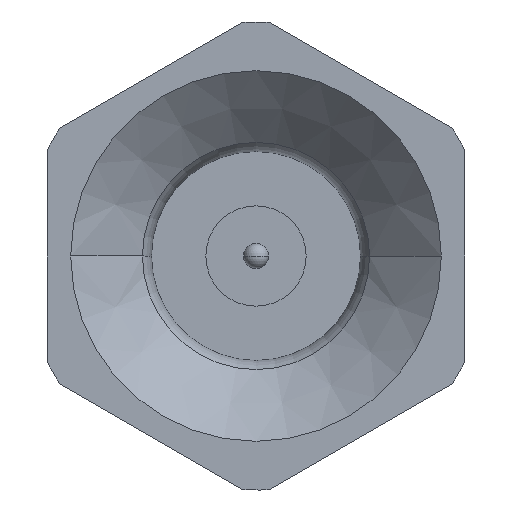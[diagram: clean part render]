
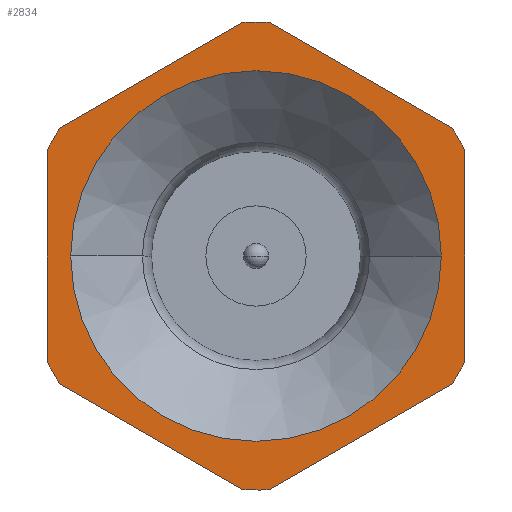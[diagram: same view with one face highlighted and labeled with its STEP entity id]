
A CAD part, front view. The second image highlights one B-rep face of the part: STEP entity #2834.
In plain terms, the highlighted planar face has unit normal (0, -1, 0).
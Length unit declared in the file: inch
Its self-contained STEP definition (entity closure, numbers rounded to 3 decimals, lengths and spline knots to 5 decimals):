
#20 = VERTEX_POINT ( 'NONE', #967 ) ;
#55 = CARTESIAN_POINT ( 'NONE',  ( -0.11082, -0.3, 0. ) ) ;
#57 = DIRECTION ( 'NONE',  ( 0., -1., 0. ) ) ;
#63 = ORIENTED_EDGE ( 'NONE', *, *, #762, .T. ) ;
#96 = VECTOR ( 'NONE', #547, 39.37008 ) ;
#157 = DIRECTION ( 'NONE',  ( 0., -1., 0. ) ) ;
#198 = LINE ( 'NONE', #803, #96 ) ;
#236 = ORIENTED_EDGE ( 'NONE', *, *, #1355, .F. ) ;
#261 = EDGE_CURVE ( 'NONE', #1945, #3035, #374, .T. ) ;
#263 = DIRECTION ( 'NONE',  ( 1., 0., 0. ) ) ;
#291 = VECTOR ( 'NONE', #1047, 39.37008 ) ;
#317 = AXIS2_PLACEMENT_3D ( 'NONE', #2799, #1241, #3336 ) ;
#370 = AXIS2_PLACEMENT_3D ( 'NONE', #2085, #2336, #1001 ) ;
#374 = CIRCLE ( 'NONE', #317, 0.14 ) ;
#395 = CARTESIAN_POINT ( 'NONE',  ( 0., -0.3, 0. ) ) ;
#405 = DIRECTION ( 'NONE',  ( 0., -1., 0. ) ) ;
#413 = VERTEX_POINT ( 'NONE', #1633 ) ;
#425 = ORIENTED_EDGE ( 'NONE', *, *, #2934, .T. ) ;
#482 = EDGE_LOOP ( 'NONE', ( #3414, #236 ) ) ;
#500 = ORIENTED_EDGE ( 'NONE', *, *, #261, .T. ) ;
#528 = ORIENTED_EDGE ( 'NONE', *, *, #2501, .T. ) ;
#540 = CARTESIAN_POINT ( 'NONE',  ( 0.125, -0.3, 0.07217 ) ) ;
#547 = DIRECTION ( 'NONE',  ( 0.866, 0., -0.5 ) ) ;
#576 = EDGE_CURVE ( 'NONE', #2711, #3338, #992, .T. ) ;
#597 = EDGE_CURVE ( 'NONE', #1664, #1737, #3471, .T. ) ;
#600 = CIRCLE ( 'NONE', #1519, 0.14 ) ;
#616 = VECTOR ( 'NONE', #689, 39.37008 ) ;
#620 = CARTESIAN_POINT ( 'NONE',  ( -0.125, -0.3, -0.06305 ) ) ;
#670 = DIRECTION ( 'NONE',  ( 0., -1., 0. ) ) ;
#689 = DIRECTION ( 'NONE',  ( 0., 0., 1. ) ) ;
#762 = EDGE_CURVE ( 'NONE', #1474, #413, #1829, .T. ) ;
#778 = CARTESIAN_POINT ( 'NONE',  ( 0., -0.3, -0.14434 ) ) ;
#797 = CARTESIAN_POINT ( 'NONE',  ( 0., -0.3, 0.14434 ) ) ;
#803 = CARTESIAN_POINT ( 'NONE',  ( -0.125, -0.3, -0.07217 ) ) ;
#835 = CIRCLE ( 'NONE', #370, 0.14 ) ;
#873 = DIRECTION ( 'NONE',  ( 1., 0., 0. ) ) ;
#898 = LINE ( 'NONE', #797, #1794 ) ;
#944 = LINE ( 'NONE', #778, #291 ) ;
#949 = ORIENTED_EDGE ( 'NONE', *, *, #1411, .T. ) ;
#967 = CARTESIAN_POINT ( 'NONE',  ( 0.1171, -0.3, 0.07673 ) ) ;
#971 = DIRECTION ( 'NONE',  ( 1., 0., 0. ) ) ;
#983 = CIRCLE ( 'NONE', #1566, 0.14 ) ;
#992 = CIRCLE ( 'NONE', #1335, 0.11082 ) ;
#1001 = DIRECTION ( 'NONE',  ( 1., 0., 0. ) ) ;
#1035 = DIRECTION ( 'NONE',  ( 1., 0., 0. ) ) ;
#1043 = CARTESIAN_POINT ( 'NONE',  ( 0.125, -0.3, -0.06305 ) ) ;
#1047 = DIRECTION ( 'NONE',  ( 0.866, 0., 0.5 ) ) ;
#1052 = ORIENTED_EDGE ( 'NONE', *, *, #597, .T. ) ;
#1104 = EDGE_CURVE ( 'NONE', #2007, #1474, #983, .T. ) ;
#1169 = VERTEX_POINT ( 'NONE', #1990 ) ;
#1241 = DIRECTION ( 'NONE',  ( 0., -1., 0. ) ) ;
#1257 = CARTESIAN_POINT ( 'NONE',  ( 0.125, -0.3, -0.07217 ) ) ;
#1307 = ORIENTED_EDGE ( 'NONE', *, *, #2949, .T. ) ;
#1335 = AXIS2_PLACEMENT_3D ( 'NONE', #395, #670, #3287 ) ;
#1351 = EDGE_LOOP ( 'NONE', ( #63, #1639, #528, #425, #2221, #3179, #1307, #500, #949, #1052, #1616, #2883 ) ) ;
#1355 = EDGE_CURVE ( 'NONE', #3338, #2711, #3464, .T. ) ;
#1408 = CARTESIAN_POINT ( 'NONE',  ( 0., -0.3, 0. ) ) ;
#1411 = EDGE_CURVE ( 'NONE', #3035, #1664, #198, .T. ) ;
#1443 = PLANE ( 'NONE',  #2064 ) ;
#1474 = VERTEX_POINT ( 'NONE', #1043 ) ;
#1475 = DIRECTION ( 'NONE',  ( 1., 0., 0. ) ) ;
#1487 = EDGE_CURVE ( 'NONE', #3293, #3334, #898, .T. ) ;
#1519 = AXIS2_PLACEMENT_3D ( 'NONE', #3102, #2328, #971 ) ;
#1566 = AXIS2_PLACEMENT_3D ( 'NONE', #2811, #157, #1035 ) ;
#1584 = CARTESIAN_POINT ( 'NONE',  ( 0., -0.3, 0. ) ) ;
#1591 = AXIS2_PLACEMENT_3D ( 'NONE', #1408, #57, #873 ) ;
#1592 = CIRCLE ( 'NONE', #1591, 0.14 ) ;
#1616 = ORIENTED_EDGE ( 'NONE', *, *, #2248, .T. ) ;
#1633 = CARTESIAN_POINT ( 'NONE',  ( 0.125, -0.3, 0.06305 ) ) ;
#1639 = ORIENTED_EDGE ( 'NONE', *, *, #3072, .T. ) ;
#1664 = VERTEX_POINT ( 'NONE', #3067 ) ;
#1691 = CARTESIAN_POINT ( 'NONE',  ( -0.0079, -0.3, 0.13978 ) ) ;
#1737 = VERTEX_POINT ( 'NONE', #1802 ) ;
#1740 = CARTESIAN_POINT ( 'NONE',  ( 0., -0.3, 0. ) ) ;
#1786 = CARTESIAN_POINT ( 'NONE',  ( -0.125, -0.3, 0.07217 ) ) ;
#1794 = VECTOR ( 'NONE', #2941, 39.37008 ) ;
#1802 = CARTESIAN_POINT ( 'NONE',  ( 0.0079, -0.3, -0.13978 ) ) ;
#1829 = LINE ( 'NONE', #1257, #616 ) ;
#1877 = AXIS2_PLACEMENT_3D ( 'NONE', #3059, #1954, #1475 ) ;
#1945 = VERTEX_POINT ( 'NONE', #620 ) ;
#1954 = DIRECTION ( 'NONE',  ( 0., -1., 0. ) ) ;
#1971 = CARTESIAN_POINT ( 'NONE',  ( 0.1171, -0.3, -0.07673 ) ) ;
#1975 = EDGE_CURVE ( 'NONE', #3334, #1169, #1592, .T. ) ;
#1976 = FACE_OUTER_BOUND ( 'NONE', #1351, .T. ) ;
#1990 = CARTESIAN_POINT ( 'NONE',  ( -0.125, -0.3, 0.06305 ) ) ;
#2007 = VERTEX_POINT ( 'NONE', #1971 ) ;
#2026 = AXIS2_PLACEMENT_3D ( 'NONE', #1584, #2904, #263 ) ;
#2054 = VERTEX_POINT ( 'NONE', #2367 ) ;
#2064 = AXIS2_PLACEMENT_3D ( 'NONE', #1740, #405, #3306 ) ;
#2085 = CARTESIAN_POINT ( 'NONE',  ( 0., -0.3, 0. ) ) ;
#2171 = CARTESIAN_POINT ( 'NONE',  ( -0.1171, -0.3, 0.07673 ) ) ;
#2221 = ORIENTED_EDGE ( 'NONE', *, *, #1487, .T. ) ;
#2248 = EDGE_CURVE ( 'NONE', #1737, #2007, #944, .T. ) ;
#2316 = CARTESIAN_POINT ( 'NONE',  ( -0.1171, -0.3, -0.07673 ) ) ;
#2328 = DIRECTION ( 'NONE',  ( 0., -1., 0. ) ) ;
#2336 = DIRECTION ( 'NONE',  ( 0., -1., 0. ) ) ;
#2367 = CARTESIAN_POINT ( 'NONE',  ( 0.0079, -0.3, 0.13978 ) ) ;
#2398 = DIRECTION ( 'NONE',  ( -0.866, 0., 0.5 ) ) ;
#2501 = EDGE_CURVE ( 'NONE', #20, #2054, #3062, .T. ) ;
#2711 = VERTEX_POINT ( 'NONE', #2925 ) ;
#2799 = CARTESIAN_POINT ( 'NONE',  ( 0., -0.3, 0. ) ) ;
#2811 = CARTESIAN_POINT ( 'NONE',  ( 0., -0.3, 0. ) ) ;
#2834 = ADVANCED_FACE ( 'NONE', ( #3305, #1976 ), #1443, .T. ) ;
#2883 = ORIENTED_EDGE ( 'NONE', *, *, #1104, .T. ) ;
#2904 = DIRECTION ( 'NONE',  ( 0., -1., 0. ) ) ;
#2925 = CARTESIAN_POINT ( 'NONE',  ( 0.11082, -0.3, 0. ) ) ;
#2934 = EDGE_CURVE ( 'NONE', #2054, #3293, #600, .T. ) ;
#2941 = DIRECTION ( 'NONE',  ( -0.866, 0., -0.5 ) ) ;
#2949 = EDGE_CURVE ( 'NONE', #1169, #1945, #3004, .T. ) ;
#2957 = VECTOR ( 'NONE', #2398, 39.37008 ) ;
#3004 = LINE ( 'NONE', #1786, #3256 ) ;
#3035 = VERTEX_POINT ( 'NONE', #2316 ) ;
#3059 = CARTESIAN_POINT ( 'NONE',  ( 0., -0.3, 0. ) ) ;
#3062 = LINE ( 'NONE', #540, #2957 ) ;
#3067 = CARTESIAN_POINT ( 'NONE',  ( -0.0079, -0.3, -0.13978 ) ) ;
#3072 = EDGE_CURVE ( 'NONE', #413, #20, #835, .T. ) ;
#3102 = CARTESIAN_POINT ( 'NONE',  ( 0., -0.3, 0. ) ) ;
#3116 = DIRECTION ( 'NONE',  ( 0., 0., -1. ) ) ;
#3179 = ORIENTED_EDGE ( 'NONE', *, *, #1975, .T. ) ;
#3256 = VECTOR ( 'NONE', #3116, 39.37008 ) ;
#3287 = DIRECTION ( 'NONE',  ( 1., 0., 0. ) ) ;
#3293 = VERTEX_POINT ( 'NONE', #1691 ) ;
#3305 = FACE_BOUND ( 'NONE', #482, .T. ) ;
#3306 = DIRECTION ( 'NONE',  ( 0., 0., 1. ) ) ;
#3334 = VERTEX_POINT ( 'NONE', #2171 ) ;
#3336 = DIRECTION ( 'NONE',  ( 1., 0., 0. ) ) ;
#3338 = VERTEX_POINT ( 'NONE', #55 ) ;
#3414 = ORIENTED_EDGE ( 'NONE', *, *, #576, .F. ) ;
#3464 = CIRCLE ( 'NONE', #2026, 0.11082 ) ;
#3471 = CIRCLE ( 'NONE', #1877, 0.14 ) ;
